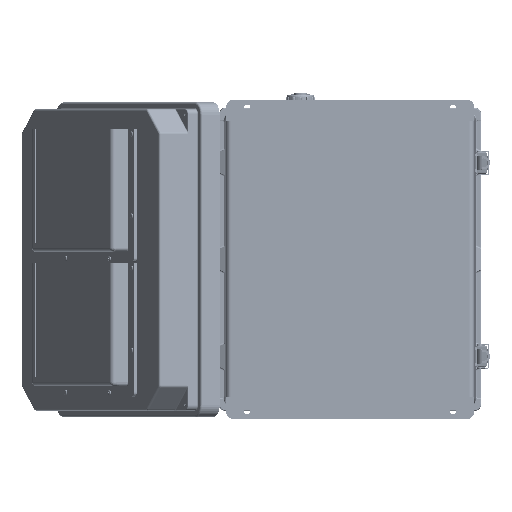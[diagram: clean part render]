
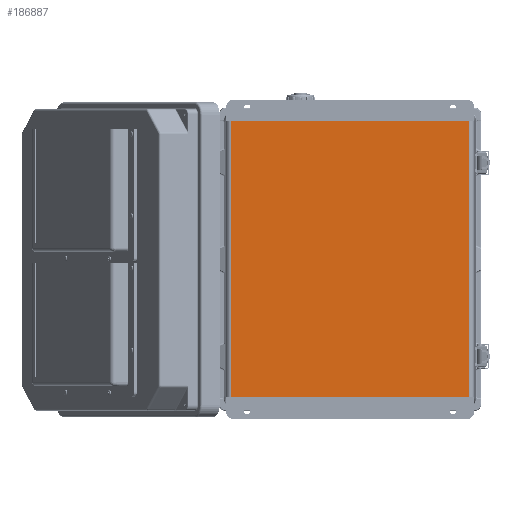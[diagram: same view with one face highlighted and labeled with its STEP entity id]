
A CAD part, front view. The second image highlights one B-rep face of the part: STEP entity #186887.
In plain terms, the highlighted planar face has unit normal (0, -1, 0).
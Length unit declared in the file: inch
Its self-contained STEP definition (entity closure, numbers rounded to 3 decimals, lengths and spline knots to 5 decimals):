
#12348 = DIRECTION ( 'NONE',  ( -1., 0., 0. ) ) ;
#15330 = EDGE_CURVE ( 'NONE', #25306, #59072, #106626, .T. ) ;
#19830 = DIRECTION ( 'NONE',  ( 0., 1., 0. ) ) ;
#25306 = VERTEX_POINT ( 'NONE', #68403 ) ;
#27695 = VERTEX_POINT ( 'NONE', #136224 ) ;
#36264 = DIRECTION ( 'NONE',  ( 0., 0., 1. ) ) ;
#37928 = ORIENTED_EDGE ( 'NONE', *, *, #104959, .T. ) ;
#40975 = DIRECTION ( 'NONE',  ( -1., 0., 0. ) ) ;
#41854 = AXIS2_PLACEMENT_3D ( 'NONE', #80577, #19830, #126534 ) ;
#57748 = CARTESIAN_POINT ( 'NONE',  ( 6.11811, 0.05906, -1.04331 ) ) ;
#59072 = VERTEX_POINT ( 'NONE', #150399 ) ;
#60275 = LINE ( 'NONE', #143054, #177218 ) ;
#68403 = CARTESIAN_POINT ( 'NONE',  ( 5.78771, 0.05906, -1.04331 ) ) ;
#73114 = DIRECTION ( 'NONE',  ( 0., 0., 1. ) ) ;
#80577 = CARTESIAN_POINT ( 'NONE',  ( 6.11811, 0.05906, -1.04331 ) ) ;
#80879 = EDGE_CURVE ( 'NONE', #27695, #59072, #60275, .T. ) ;
#81855 = VECTOR ( 'NONE', #73114, 39.37008 ) ;
#87143 = ORIENTED_EDGE ( 'NONE', *, *, #15330, .T. ) ;
#95745 = VERTEX_POINT ( 'NONE', #120220 ) ;
#100373 = LINE ( 'NONE', #133042, #181635 ) ;
#104959 = EDGE_CURVE ( 'NONE', #95745, #25306, #163022, .T. ) ;
#106626 = LINE ( 'NONE', #57748, #137607 ) ;
#108752 = ORIENTED_EDGE ( 'NONE', *, *, #80879, .F. ) ;
#111232 = ORIENTED_EDGE ( 'NONE', *, *, #162481, .F. ) ;
#120220 = CARTESIAN_POINT ( 'NONE',  ( 5.78771, 0.05906, -14.4685 ) ) ;
#126534 = DIRECTION ( 'NONE',  ( 0., 0., 1. ) ) ;
#133042 = CARTESIAN_POINT ( 'NONE',  ( 6.11811, 0.05906, -14.4685 ) ) ;
#136224 = CARTESIAN_POINT ( 'NONE',  ( -5.78771, 0.05906, -14.4685 ) ) ;
#137607 = VECTOR ( 'NONE', #12348, 39.37008 ) ;
#140227 = FACE_OUTER_BOUND ( 'NONE', #161125, .T. ) ;
#141278 = PLANE ( 'NONE',  #41854 ) ;
#143054 = CARTESIAN_POINT ( 'NONE',  ( -5.78771, 0.05906, -1.04331 ) ) ;
#150399 = CARTESIAN_POINT ( 'NONE',  ( -5.78771, 0.05906, -1.04331 ) ) ;
#161125 = EDGE_LOOP ( 'NONE', ( #108752, #111232, #37928, #87143 ) ) ;
#162481 = EDGE_CURVE ( 'NONE', #95745, #27695, #100373, .T. ) ;
#163022 = LINE ( 'NONE', #163819, #81855 ) ;
#163819 = CARTESIAN_POINT ( 'NONE',  ( 5.78771, 0.05906, -1.04331 ) ) ;
#177218 = VECTOR ( 'NONE', #36264, 39.37008 ) ;
#181635 = VECTOR ( 'NONE', #40975, 39.37008 ) ;
#186887 = ADVANCED_FACE ( 'NONE', ( #140227 ), #141278, .F. ) ;
